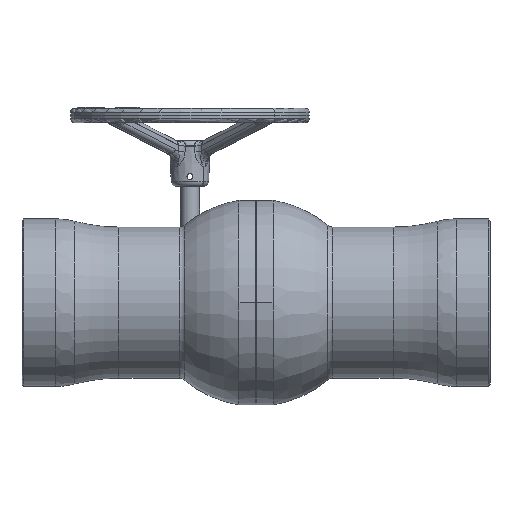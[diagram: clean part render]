
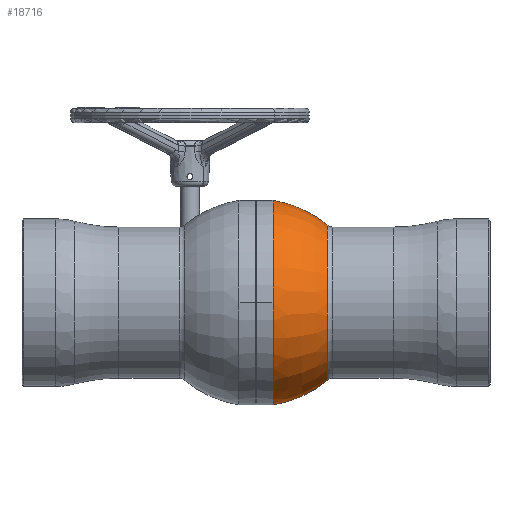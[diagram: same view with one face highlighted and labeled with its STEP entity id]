
A CAD part, front view. The second image highlights one B-rep face of the part: STEP entity #18716.
In plain terms, the highlighted toroidal (fillet/blend) face has major radius 5.849 mm and minor radius 92.199 mm.
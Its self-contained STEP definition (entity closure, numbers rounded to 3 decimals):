
#1509 = DIRECTION ( 'NONE',  ( 0., 1., 0. ) ) ;
#1607 = ORIENTED_EDGE ( 'NONE', *, *, #11564, .F. ) ;
#2018 = AXIS2_PLACEMENT_3D ( 'NONE', #35303, #46167, #16823 ) ;
#2499 = CARTESIAN_POINT ( 'NONE',  ( 59.551, 71.142, 0. ) ) ;
#3335 = ORIENTED_EDGE ( 'NONE', *, *, #6179, .T. ) ;
#4264 = CARTESIAN_POINT ( 'NONE',  ( 59.551, 71.142, -64.538 ) ) ;
#4867 = VERTEX_POINT ( 'NONE', #35346 ) ;
#6179 = EDGE_CURVE ( 'NONE', #15592, #40803, #8615, .T. ) ;
#6626 = CARTESIAN_POINT ( 'NONE',  ( 0., 71.142, 5.849 ) ) ;
#8161 = CIRCLE ( 'NONE', #34660, 92.199 ) ;
#8615 = CIRCLE ( 'NONE', #35138, 92.199 ) ;
#9422 = DIRECTION ( 'NONE',  ( 1., 0., 0. ) ) ;
#10174 = DIRECTION ( 'NONE',  ( 0., 0., -1. ) ) ;
#11351 = AXIS2_PLACEMENT_3D ( 'NONE', #19162, #26502, #40721 ) ;
#11564 = EDGE_CURVE ( 'NONE', #4867, #40803, #12387, .T. ) ;
#11805 = ORIENTED_EDGE ( 'NONE', *, *, #16665, .F. ) ;
#12387 = CIRCLE ( 'NONE', #24527, 64.538 ) ;
#13736 = DIRECTION ( 'NONE',  ( 0., -1., 0. ) ) ;
#15592 = VERTEX_POINT ( 'NONE', #42646 ) ;
#16665 = EDGE_CURVE ( 'NONE', #15592, #37670, #45125, .T. ) ;
#16823 = DIRECTION ( 'NONE',  ( 0., -1., 0. ) ) ;
#17753 = CARTESIAN_POINT ( 'NONE',  ( 14.2, -14.108, 0. ) ) ;
#18716 = ADVANCED_FACE ( 'NONE', ( #26950 ), #33411, .T. ) ;
#19162 = CARTESIAN_POINT ( 'NONE',  ( 14.2, 71.142, 0. ) ) ;
#20763 = DIRECTION ( 'NONE',  ( 0., 0., 1. ) ) ;
#24527 = AXIS2_PLACEMENT_3D ( 'NONE', #2499, #34740, #20763 ) ;
#24780 = EDGE_CURVE ( 'NONE', #28518, #4867, #8161, .T. ) ;
#26502 = DIRECTION ( 'NONE',  ( -1., 0., 0. ) ) ;
#26950 = FACE_OUTER_BOUND ( 'NONE', #35090, .T. ) ;
#27417 = DIRECTION ( 'NONE',  ( 0., 0., 1. ) ) ;
#27735 = ORIENTED_EDGE ( 'NONE', *, *, #28559, .F. ) ;
#28518 = VERTEX_POINT ( 'NONE', #44493 ) ;
#28559 = EDGE_CURVE ( 'NONE', #37670, #28518, #40850, .T. ) ;
#28791 = ORIENTED_EDGE ( 'NONE', *, *, #24780, .F. ) ;
#33411 = TOROIDAL_SURFACE ( 'NONE', #39461, -5.849, 92.199 ) ;
#33526 = DIRECTION ( 'NONE',  ( 0., 0., 1. ) ) ;
#34072 = CARTESIAN_POINT ( 'NONE',  ( 0., 71.142, 0. ) ) ;
#34660 = AXIS2_PLACEMENT_3D ( 'NONE', #41077, #1509, #33526 ) ;
#34740 = DIRECTION ( 'NONE',  ( 1., 0., 0. ) ) ;
#35090 = EDGE_LOOP ( 'NONE', ( #11805, #3335, #1607, #28791, #27735 ) ) ;
#35138 = AXIS2_PLACEMENT_3D ( 'NONE', #6626, #13736, #10174 ) ;
#35303 = CARTESIAN_POINT ( 'NONE',  ( 14.2, 71.142, 0. ) ) ;
#35346 = CARTESIAN_POINT ( 'NONE',  ( 59.551, 71.142, 64.538 ) ) ;
#37670 = VERTEX_POINT ( 'NONE', #17753 ) ;
#39461 = AXIS2_PLACEMENT_3D ( 'NONE', #34072, #9422, #27417 ) ;
#40721 = DIRECTION ( 'NONE',  ( 0., -1., 0. ) ) ;
#40803 = VERTEX_POINT ( 'NONE', #4264 ) ;
#40850 = CIRCLE ( 'NONE', #11351, 85.25 ) ;
#41077 = CARTESIAN_POINT ( 'NONE',  ( 0., 71.142, -5.849 ) ) ;
#42646 = CARTESIAN_POINT ( 'NONE',  ( 14.2, 71.142, -85.25 ) ) ;
#44493 = CARTESIAN_POINT ( 'NONE',  ( 14.2, 71.142, 85.25 ) ) ;
#45125 = CIRCLE ( 'NONE', #2018, 85.25 ) ;
#46167 = DIRECTION ( 'NONE',  ( -1., 0., 0. ) ) ;
